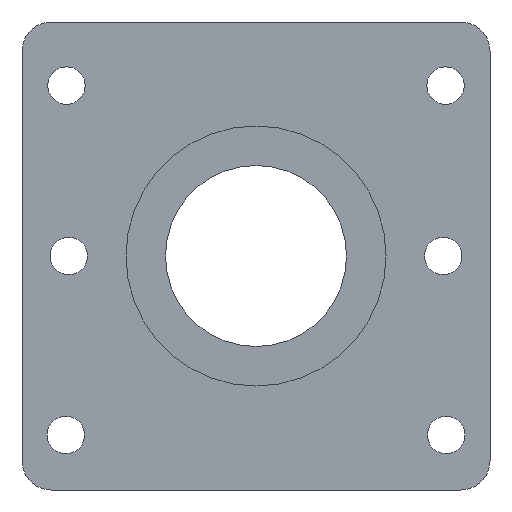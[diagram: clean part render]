
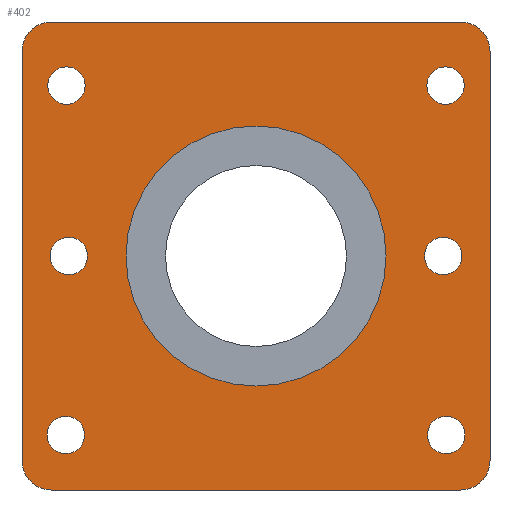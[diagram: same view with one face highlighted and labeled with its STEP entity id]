
A CAD part, front view. The second image highlights one B-rep face of the part: STEP entity #402.
In plain terms, the highlighted planar face has unit normal (0, -1, 0).
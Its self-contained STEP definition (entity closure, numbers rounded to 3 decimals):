
#21=LINE('',#660,#48);
#22=LINE('',#664,#49);
#23=LINE('',#668,#50);
#24=LINE('',#672,#51);
#48=VECTOR('',#528,197.);
#49=VECTOR('',#531,197.);
#50=VECTOR('',#534,197.);
#51=VECTOR('',#537,197.);
#92=FACE_BOUND('',#135,.T.);
#93=FACE_BOUND('',#136,.T.);
#94=FACE_BOUND('',#137,.T.);
#95=FACE_BOUND('',#138,.T.);
#96=FACE_BOUND('',#139,.T.);
#97=FACE_BOUND('',#140,.T.);
#98=FACE_BOUND('',#141,.T.);
#103=FACE_OUTER_BOUND('',#134,.T.);
#134=EDGE_LOOP('',(#302,#303,#304,#305,#306,#307,#308,#309));
#135=EDGE_LOOP('',(#310));
#136=EDGE_LOOP('',(#311));
#137=EDGE_LOOP('',(#312));
#138=EDGE_LOOP('',(#313));
#139=EDGE_LOOP('',(#314));
#140=EDGE_LOOP('',(#315));
#141=EDGE_LOOP('',(#316));
#175=CIRCLE('',#453,14.);
#176=CIRCLE('',#454,14.);
#177=CIRCLE('',#455,14.);
#178=CIRCLE('',#456,14.);
#179=CIRCLE('',#457,9.);
#180=CIRCLE('',#458,9.);
#181=CIRCLE('',#459,9.);
#182=CIRCLE('',#460,9.);
#183=CIRCLE('',#461,9.);
#184=CIRCLE('',#462,9.);
#185=CIRCLE('',#463,62.5);
#207=VERTEX_POINT('',#658);
#208=VERTEX_POINT('',#659);
#209=VERTEX_POINT('',#661);
#210=VERTEX_POINT('',#663);
#211=VERTEX_POINT('',#665);
#212=VERTEX_POINT('',#667);
#213=VERTEX_POINT('',#669);
#214=VERTEX_POINT('',#671);
#215=VERTEX_POINT('',#674);
#216=VERTEX_POINT('',#676);
#217=VERTEX_POINT('',#678);
#218=VERTEX_POINT('',#680);
#219=VERTEX_POINT('',#682);
#220=VERTEX_POINT('',#684);
#221=VERTEX_POINT('',#686);
#244=EDGE_CURVE('',#207,#208,#21,.T.);
#245=EDGE_CURVE('',#207,#209,#175,.T.);
#246=EDGE_CURVE('',#209,#210,#22,.T.);
#247=EDGE_CURVE('',#210,#211,#176,.T.);
#248=EDGE_CURVE('',#211,#212,#23,.T.);
#249=EDGE_CURVE('',#212,#213,#177,.T.);
#250=EDGE_CURVE('',#214,#213,#24,.T.);
#251=EDGE_CURVE('',#214,#208,#178,.T.);
#252=EDGE_CURVE('',#215,#215,#179,.F.);
#253=EDGE_CURVE('',#216,#216,#180,.F.);
#254=EDGE_CURVE('',#217,#217,#181,.F.);
#255=EDGE_CURVE('',#218,#218,#182,.F.);
#256=EDGE_CURVE('',#219,#219,#183,.F.);
#257=EDGE_CURVE('',#220,#220,#184,.F.);
#258=EDGE_CURVE('',#221,#221,#185,.T.);
#302=ORIENTED_EDGE('',*,*,#244,.F.);
#303=ORIENTED_EDGE('',*,*,#245,.T.);
#304=ORIENTED_EDGE('',*,*,#246,.T.);
#305=ORIENTED_EDGE('',*,*,#247,.T.);
#306=ORIENTED_EDGE('',*,*,#248,.T.);
#307=ORIENTED_EDGE('',*,*,#249,.T.);
#308=ORIENTED_EDGE('',*,*,#250,.F.);
#309=ORIENTED_EDGE('',*,*,#251,.T.);
#310=ORIENTED_EDGE('',*,*,#252,.T.);
#311=ORIENTED_EDGE('',*,*,#253,.T.);
#312=ORIENTED_EDGE('',*,*,#254,.T.);
#313=ORIENTED_EDGE('',*,*,#255,.T.);
#314=ORIENTED_EDGE('',*,*,#256,.T.);
#315=ORIENTED_EDGE('',*,*,#257,.T.);
#316=ORIENTED_EDGE('',*,*,#258,.T.);
#393=PLANE('',#452);
#402=ADVANCED_FACE('',(#103,#92,#93,#94,#95,#96,#97,#98),#393,.T.);
#452=AXIS2_PLACEMENT_3D('',#657,#526,#527);
#453=AXIS2_PLACEMENT_3D('',#662,#529,#530);
#454=AXIS2_PLACEMENT_3D('',#666,#532,#533);
#455=AXIS2_PLACEMENT_3D('',#670,#535,#536);
#456=AXIS2_PLACEMENT_3D('',#673,#538,#539);
#457=AXIS2_PLACEMENT_3D('',#675,#540,#541);
#458=AXIS2_PLACEMENT_3D('',#677,#542,#543);
#459=AXIS2_PLACEMENT_3D('',#679,#544,#545);
#460=AXIS2_PLACEMENT_3D('',#681,#546,#547);
#461=AXIS2_PLACEMENT_3D('',#683,#548,#549);
#462=AXIS2_PLACEMENT_3D('',#685,#550,#551);
#463=AXIS2_PLACEMENT_3D('',#687,#552,#553);
#526=DIRECTION('center_axis',(0.,-1.,0.));
#527=DIRECTION('ref_axis',(0.,0.,-1.));
#528=DIRECTION('',(0.,0.,1.));
#529=DIRECTION('center_axis',(0.,-1.,0.));
#530=DIRECTION('ref_axis',(0.,0.,-1.));
#531=DIRECTION('',(1.,0.,0.));
#532=DIRECTION('center_axis',(0.,-1.,0.));
#533=DIRECTION('ref_axis',(0.,0.,-1.));
#534=DIRECTION('',(0.,0.,1.));
#535=DIRECTION('center_axis',(0.,-1.,0.));
#536=DIRECTION('ref_axis',(0.,0.,-1.));
#537=DIRECTION('',(1.,0.,0.));
#538=DIRECTION('center_axis',(0.,-1.,0.));
#539=DIRECTION('ref_axis',(0.,0.,-1.));
#540=DIRECTION('center_axis',(0.,-1.,0.));
#541=DIRECTION('ref_axis',(0.,0.,-1.));
#542=DIRECTION('center_axis',(0.,-1.,0.));
#543=DIRECTION('ref_axis',(0.,0.,-1.));
#544=DIRECTION('center_axis',(0.,-1.,0.));
#545=DIRECTION('ref_axis',(0.,0.,-1.));
#546=DIRECTION('center_axis',(0.,-1.,0.));
#547=DIRECTION('ref_axis',(0.,0.,-1.));
#548=DIRECTION('center_axis',(0.,-1.,0.));
#549=DIRECTION('ref_axis',(0.,0.,-1.));
#550=DIRECTION('center_axis',(0.,-1.,0.));
#551=DIRECTION('ref_axis',(0.,0.,-1.));
#552=DIRECTION('center_axis',(0.,1.,0.));
#553=DIRECTION('ref_axis',(0.,0.,1.));
#657=CARTESIAN_POINT('Origin',(-112.5,20.559,0.));
#658=CARTESIAN_POINT('',(-112.5,20.559,-98.5));
#659=CARTESIAN_POINT('',(-112.5,20.559,98.5));
#660=CARTESIAN_POINT('',(-112.5,20.559,-98.5));
#661=CARTESIAN_POINT('',(-98.5,20.559,-112.5));
#662=CARTESIAN_POINT('Origin',(-98.5,20.559,-98.5));
#663=CARTESIAN_POINT('',(98.5,20.559,-112.5));
#664=CARTESIAN_POINT('',(-98.5,20.559,-112.5));
#665=CARTESIAN_POINT('',(112.5,20.559,-98.5));
#666=CARTESIAN_POINT('Origin',(98.5,20.559,-98.5));
#667=CARTESIAN_POINT('',(112.5,20.559,98.5));
#668=CARTESIAN_POINT('',(112.5,20.559,-98.5));
#669=CARTESIAN_POINT('',(98.5,20.559,112.5));
#670=CARTESIAN_POINT('Origin',(98.5,20.559,98.5));
#671=CARTESIAN_POINT('',(-98.5,20.559,112.5));
#672=CARTESIAN_POINT('',(-98.5,20.559,112.5));
#673=CARTESIAN_POINT('Origin',(-98.5,20.559,98.5));
#674=CARTESIAN_POINT('',(-90.,20.559,-9.));
#675=CARTESIAN_POINT('Origin',(-90.,20.559,0.));
#676=CARTESIAN_POINT('',(90.,20.559,-9.));
#677=CARTESIAN_POINT('Origin',(90.,20.559,0.));
#678=CARTESIAN_POINT('',(-91.135,20.559,72.939));
#679=CARTESIAN_POINT('Origin',(-91.135,20.559,81.939));
#680=CARTESIAN_POINT('',(91.435,20.559,-95.06));
#681=CARTESIAN_POINT('Origin',(91.435,20.559,-86.06));
#682=CARTESIAN_POINT('',(91.135,20.559,72.939));
#683=CARTESIAN_POINT('Origin',(91.135,20.559,81.939));
#684=CARTESIAN_POINT('',(-91.435,20.559,-95.06));
#685=CARTESIAN_POINT('Origin',(-91.435,20.559,-86.06));
#686=CARTESIAN_POINT('',(0.,20.559,-62.5));
#687=CARTESIAN_POINT('Origin',(0.,20.559,0.));
